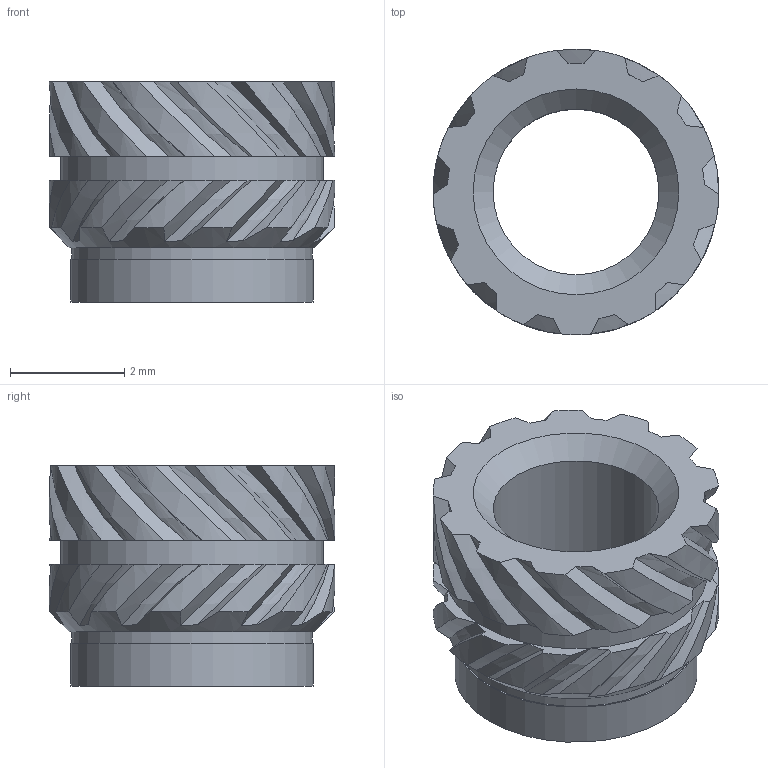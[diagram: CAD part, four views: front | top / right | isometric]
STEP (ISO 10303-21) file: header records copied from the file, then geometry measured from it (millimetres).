
FILE_DESCRIPTION(/* description */ (''),/* implementation_level */ '2;1');
FILE_NAME(/* name */ 'M3 Threaded Insert.step',/* time_stamp */ '2024-08-24T21:33:57+03:00',/* author */ (''),/* organization */ (''),/* preprocessor_version */ 'ST-DEVELOPER v20',/* originating_system */ 'Autodesk Translation Framework v13.14.0.145',/* authorisation */ '');
FILE_SCHEMA (('AUTOMOTIVE_DESIGN { 1 0 10303 214 3 1 1 }'));
Length unit declared in the file: millimetre
Products named in the file (1): M3 Threaded Insert (2)
Bounding box: 5 x 5 x 3.85 mm (x, y, z)
Volume: 38.4 mm3; surface area: 123.3 mm2
Topology: 1 solids, 1 shells, 117 faces, 331 edges, 220 vertices
Faces by surface type: bspline 78, cylinder 30, plane 6, cone 3
Full cylindrical faces by diameter (mm): 2.9 x1, 4.2 x1, 4.25 x1, 4.6 x1
Entity records: 5738 total; most frequent: CARTESIAN_POINT 3061, ORIENTED_EDGE 662, DIRECTION 395, EDGE_CURVE 331, VERTEX_POINT 220, AXIS2_PLACEMENT_3D 181, B_SPLINE_CURVE_WITH_KNOTS 157, EDGE_LOOP 123
